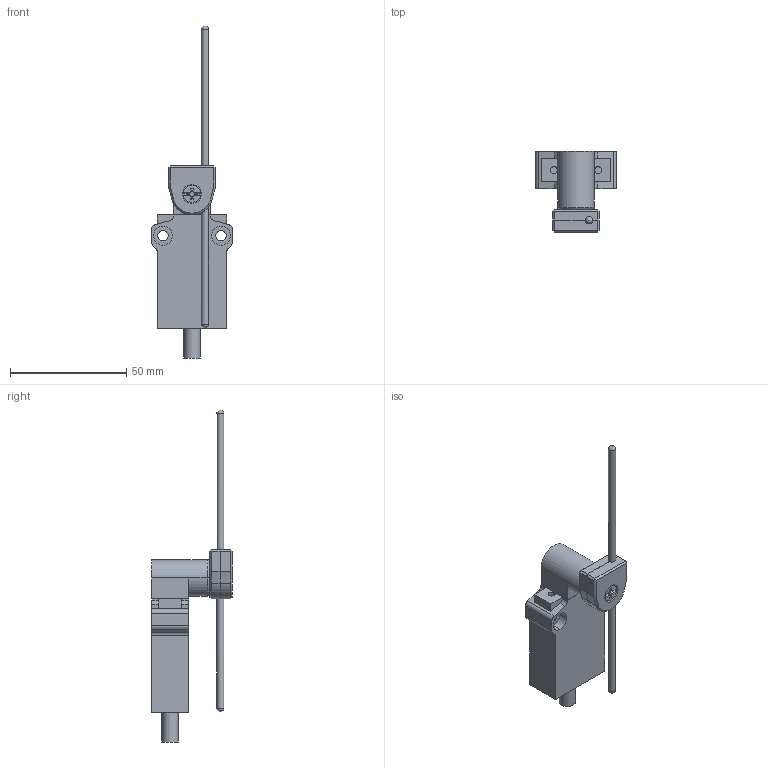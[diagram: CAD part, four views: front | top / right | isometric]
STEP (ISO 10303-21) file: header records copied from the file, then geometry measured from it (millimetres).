
FILE_DESCRIPTION (( 'STEP AP203' ), '1' );
FILE_NAME ('AEM2G71Z11-3_Default.step', '2022-04-01T15:32:53', ( 'Windows User' ), ( '' ), 'SwSTEP 2.0', 'SolidWorks 2021', '' );
FILE_SCHEMA (( 'CONFIG_CONTROL_DESIGN' ));
Length unit declared in the file: inch
Products named in the file (1): AEM2G71Z11-3_Default
Bounding box: 35 x 34.91 x 143.1 mm (x, y, z)
Volume: 32427.6 mm3; surface area: 11847.9 mm2
Topology: 3 solids, 3 shells, 144 faces, 355 edges, 229 vertices
Faces by surface type: plane 91, cylinder 43, cone 6, torus 2, sphere 2
Full cylindrical faces by diameter (mm): 3.048 x1, 5 x2, 7 x1, 7.348 x1, 8.128 x1
Entity records: 4256 total; most frequent: CARTESIAN_POINT 748, DIRECTION 731, ORIENTED_EDGE 678, EDGE_CURVE 339, AXIS2_PLACEMENT_3D 249, VECTOR 233, LINE 233, VERTEX_POINT 222
